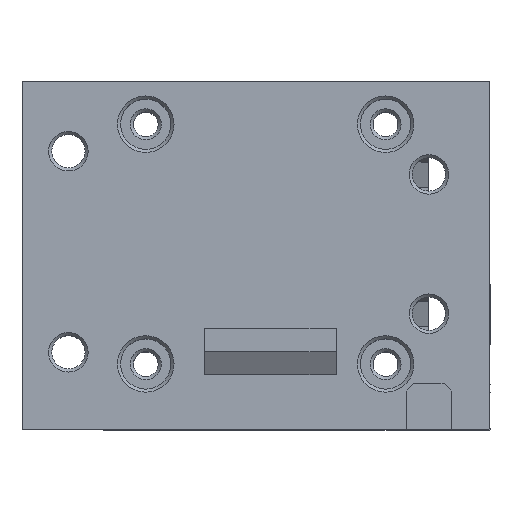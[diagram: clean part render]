
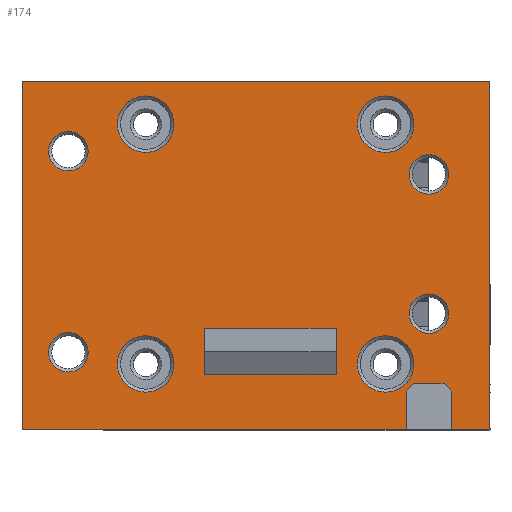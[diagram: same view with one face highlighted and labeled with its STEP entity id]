
A CAD part, top view. The second image highlights one B-rep face of the part: STEP entity #174.
In plain terms, the highlighted planar face has unit normal (0, 0, 1).
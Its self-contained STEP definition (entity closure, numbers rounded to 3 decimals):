
#174=ADVANCED_FACE('',(#1643,#1645,#1647,#1649,#1651,#1653,#1655,#1657,#1659,#1661),
#1663,.F.);
#1643=FACE_BOUND('',#1644,.T.);
#1644=EDGE_LOOP('',(#2953,#2954,#2955,#2956,#2957,#2958,#2959,#2960,#2961,#2962));
#1645=FACE_BOUND('',#1646,.T.);
#1646=EDGE_LOOP('',(#2963));
#1647=FACE_BOUND('',#1648,.T.);
#1648=EDGE_LOOP('',(#2964));
#1649=FACE_BOUND('',#1650,.T.);
#1650=EDGE_LOOP('',(#2965));
#1651=FACE_BOUND('',#1652,.T.);
#1652=EDGE_LOOP('',(#2966));
#1653=FACE_BOUND('',#1654,.T.);
#1654=EDGE_LOOP('',(#2967,#2968));
#1655=FACE_BOUND('',#1656,.T.);
#1656=EDGE_LOOP('',(#2969,#2970));
#1657=FACE_BOUND('',#1658,.T.);
#1658=EDGE_LOOP('',(#2971,#2972));
#1659=FACE_BOUND('',#1660,.T.);
#1660=EDGE_LOOP('',(#2973,#2974));
#1661=FACE_BOUND('',#1662,.T.);
#1662=EDGE_LOOP('',(#2975,#2976,#2977,#2978));
#1663=PLANE('',#1664);
#1664=AXIS2_PLACEMENT_3D('',#1665,#1666,#1667);
#1665=CARTESIAN_POINT('',(566.101,-225.001,-235.));
#1666=DIRECTION('',(0.,0.,-1.));
#1667=DIRECTION('',(0.,1.,0.));
#2953=ORIENTED_EDGE('',*,*,#3788,.F.);
#2954=ORIENTED_EDGE('',*,*,#3789,.T.);
#2955=ORIENTED_EDGE('',*,*,#3790,.T.);
#2956=ORIENTED_EDGE('',*,*,#3791,.T.);
#2957=ORIENTED_EDGE('',*,*,#3739,.F.);
#2958=ORIENTED_EDGE('',*,*,#3778,.T.);
#2959=ORIENTED_EDGE('',*,*,#3792,.T.);
#2960=ORIENTED_EDGE('',*,*,#3793,.T.);
#2961=ORIENTED_EDGE('',*,*,#3794,.F.);
#2962=ORIENTED_EDGE('',*,*,#3795,.T.);
#2963=ORIENTED_EDGE('',*,*,#3796,.T.);
#2964=ORIENTED_EDGE('',*,*,#3797,.T.);
#2965=ORIENTED_EDGE('',*,*,#3798,.T.);
#2966=ORIENTED_EDGE('',*,*,#3799,.T.);
#2967=ORIENTED_EDGE('',*,*,#3800,.T.);
#2968=ORIENTED_EDGE('',*,*,#3801,.T.);
#2969=ORIENTED_EDGE('',*,*,#3802,.T.);
#2970=ORIENTED_EDGE('',*,*,#3803,.T.);
#2971=ORIENTED_EDGE('',*,*,#3804,.T.);
#2972=ORIENTED_EDGE('',*,*,#3805,.T.);
#2973=ORIENTED_EDGE('',*,*,#3806,.T.);
#2974=ORIENTED_EDGE('',*,*,#3807,.T.);
#2975=ORIENTED_EDGE('',*,*,#3808,.T.);
#2976=ORIENTED_EDGE('',*,*,#3809,.T.);
#2977=ORIENTED_EDGE('',*,*,#3810,.F.);
#2978=ORIENTED_EDGE('',*,*,#3811,.F.);
#3739=EDGE_CURVE('',#4185,#4187,#4188,.T.);
#3778=EDGE_CURVE('',#4185,#4260,#4262,.T.);
#3788=EDGE_CURVE('',#4276,#4277,#4278,.T.);
#3789=EDGE_CURVE('',#4276,#4279,#4280,.T.);
#3790=EDGE_CURVE('',#4279,#4281,#4282,.T.);
#3791=EDGE_CURVE('',#4281,#4187,#4283,.T.);
#3792=EDGE_CURVE('',#4260,#4284,#4285,.T.);
#3793=EDGE_CURVE('',#4284,#4286,#4287,.T.);
#3794=EDGE_CURVE('',#4288,#4286,#4289,.T.);
#3795=EDGE_CURVE('',#4288,#4277,#4290,.T.);
#3796=EDGE_CURVE('',#4291,#4291,#4292,.T.);
#3797=EDGE_CURVE('',#4293,#4293,#4294,.T.);
#3798=EDGE_CURVE('',#4295,#4295,#4296,.T.);
#3799=EDGE_CURVE('',#4297,#4297,#4298,.T.);
#3800=EDGE_CURVE('',#4299,#4300,#4301,.T.);
#3801=EDGE_CURVE('',#4300,#4299,#4302,.T.);
#3802=EDGE_CURVE('',#4303,#4304,#4305,.T.);
#3803=EDGE_CURVE('',#4304,#4303,#4306,.T.);
#3804=EDGE_CURVE('',#4307,#4308,#4309,.T.);
#3805=EDGE_CURVE('',#4308,#4307,#4310,.T.);
#3806=EDGE_CURVE('',#4311,#4312,#4313,.T.);
#3807=EDGE_CURVE('',#4312,#4311,#4314,.T.);
#3808=EDGE_CURVE('',#4315,#4316,#4317,.T.);
#3809=EDGE_CURVE('',#4316,#4318,#4319,.T.);
#3810=EDGE_CURVE('',#4320,#4318,#4321,.T.);
#3811=EDGE_CURVE('',#4315,#4320,#4322,.T.);
#4185=VERTEX_POINT('',#4971);
#4187=VERTEX_POINT('',#4975);
#4188=LINE('',#4976,#4977);
#4260=VERTEX_POINT('',#5128);
#4262=LINE('',#5132,#5133);
#4276=VERTEX_POINT('',#5168);
#4277=VERTEX_POINT('',#5169);
#4278=LINE('',#5170,#5171);
#4279=VERTEX_POINT('',#5173);
#4280=LINE('',#5174,#5175);
#4281=VERTEX_POINT('',#5177);
#4282=LINE('',#5178,#5179);
#4283=LINE('',#5181,#5182);
#4284=VERTEX_POINT('',#5184);
#4285=LINE('',#5185,#5186);
#4286=VERTEX_POINT('',#5188);
#4287=LINE('',#5189,#5190);
#4288=VERTEX_POINT('',#5192);
#4289=LINE('',#5193,#5194);
#4290=LINE('',#5196,#5197);
#4291=VERTEX_POINT('',#5199);
#4292=CIRCLE('',#5200,3.65);
#4293=VERTEX_POINT('',#5204);
#4294=CIRCLE('',#5205,3.65);
#4295=VERTEX_POINT('',#5209);
#4296=CIRCLE('',#5210,3.65);
#4297=VERTEX_POINT('',#5214);
#4298=CIRCLE('',#5215,3.65);
#4299=VERTEX_POINT('',#5219);
#4300=VERTEX_POINT('',#5220);
#4301=CIRCLE('',#5221,2.55);
#4302=CIRCLE('',#5225,2.55);
#4303=VERTEX_POINT('',#5229);
#4304=VERTEX_POINT('',#5230);
#4305=CIRCLE('',#5231,2.55);
#4306=CIRCLE('',#5235,2.55);
#4307=VERTEX_POINT('',#5239);
#4308=VERTEX_POINT('',#5240);
#4309=CIRCLE('',#5241,2.55);
#4310=CIRCLE('',#5245,2.55);
#4311=VERTEX_POINT('',#5249);
#4312=VERTEX_POINT('',#5250);
#4313=CIRCLE('',#5251,2.55);
#4314=CIRCLE('',#5255,2.55);
#4315=VERTEX_POINT('',#5259);
#4316=VERTEX_POINT('',#5260);
#4317=LINE('',#5261,#5262);
#4318=VERTEX_POINT('',#5264);
#4319=LINE('',#5265,#5266);
#4320=VERTEX_POINT('',#5268);
#4321=LINE('',#5269,#5270);
#4322=LINE('',#5272,#5273);
#4971=CARTESIAN_POINT('',(577.895,198.,-235.));
#4975=CARTESIAN_POINT('',(577.895,153.,-235.));
#4976=CARTESIAN_POINT('',(577.895,198.,-235.));
#4977=VECTOR('',#4978,1.);
#4978=DIRECTION('',(0.,-1.,0.));
#5128=CARTESIAN_POINT('',(517.395,198.,-235.));
#5132=CARTESIAN_POINT('',(577.895,198.,-235.));
#5133=VECTOR('',#5134,1.);
#5134=DIRECTION('',(-1.,0.,0.));
#5168=CARTESIAN_POINT('',(571.95,159.,-235.));
#5169=CARTESIAN_POINT('',(568.05,159.,-235.));
#5170=CARTESIAN_POINT('',(571.95,159.,-235.));
#5171=VECTOR('',#5172,1.);
#5172=DIRECTION('',(-1.,0.,0.));
#5173=CARTESIAN_POINT('',(572.95,158.,-235.));
#5174=CARTESIAN_POINT('',(571.95,159.,-235.));
#5175=VECTOR('',#5176,1.);
#5176=DIRECTION('',(0.707,-0.707,0.));
#5177=CARTESIAN_POINT('',(572.95,153.,-235.));
#5178=CARTESIAN_POINT('',(572.95,158.,-235.));
#5179=VECTOR('',#5180,1.);
#5180=DIRECTION('',(0.,-1.,0.));
#5181=CARTESIAN_POINT('',(572.95,153.,-235.));
#5182=VECTOR('',#5183,1.);
#5183=DIRECTION('',(1.,0.,0.));
#5184=CARTESIAN_POINT('',(517.395,153.,-235.));
#5185=CARTESIAN_POINT('',(517.395,198.,-235.));
#5186=VECTOR('',#5187,1.);
#5187=DIRECTION('',(0.,-1.,0.));
#5188=CARTESIAN_POINT('',(567.05,153.,-235.));
#5189=CARTESIAN_POINT('',(517.395,153.,-235.));
#5190=VECTOR('',#5191,1.);
#5191=DIRECTION('',(1.,0.,0.));
#5192=CARTESIAN_POINT('',(567.05,158.,-235.));
#5193=CARTESIAN_POINT('',(567.05,158.,-235.));
#5194=VECTOR('',#5195,1.);
#5195=DIRECTION('',(0.,-1.,0.));
#5196=CARTESIAN_POINT('',(567.05,158.,-235.));
#5197=VECTOR('',#5198,1.);
#5198=DIRECTION('',(0.707,0.707,0.));
#5199=CARTESIAN_POINT('',(560.745,161.5,-235.));
#5200=AXIS2_PLACEMENT_3D('',#5201,#5202,#5203);
#5201=CARTESIAN_POINT('',(564.395,161.5,-235.));
#5202=DIRECTION('',(0.,0.,-1.));
#5203=DIRECTION('',(-1.,0.,0.));
#5204=CARTESIAN_POINT('',(529.745,161.5,-235.));
#5205=AXIS2_PLACEMENT_3D('',#5206,#5207,#5208);
#5206=CARTESIAN_POINT('',(533.395,161.5,-235.));
#5207=DIRECTION('',(0.,0.,-1.));
#5208=DIRECTION('',(-1.,0.,0.));
#5209=CARTESIAN_POINT('',(529.745,192.5,-235.));
#5210=AXIS2_PLACEMENT_3D('',#5211,#5212,#5213);
#5211=CARTESIAN_POINT('',(533.395,192.5,-235.));
#5212=DIRECTION('',(0.,0.,-1.));
#5213=DIRECTION('',(-1.,0.,0.));
#5214=CARTESIAN_POINT('',(560.745,192.5,-235.));
#5215=AXIS2_PLACEMENT_3D('',#5216,#5217,#5218);
#5216=CARTESIAN_POINT('',(564.395,192.5,-235.));
#5217=DIRECTION('',(0.,0.,-1.));
#5218=DIRECTION('',(-1.,0.,0.));
#5219=CARTESIAN_POINT('',(520.845,163.,-235.));
#5220=CARTESIAN_POINT('',(523.395,165.55,-235.));
#5221=AXIS2_PLACEMENT_3D('',#5222,#5223,#5224);
#5222=CARTESIAN_POINT('',(523.395,163.,-235.));
#5223=DIRECTION('',(0.,0.,-1.));
#5224=DIRECTION('',(-1.,0.,0.));
#5225=AXIS2_PLACEMENT_3D('',#5226,#5227,#5228);
#5226=CARTESIAN_POINT('',(523.395,163.,-235.));
#5227=DIRECTION('',(0.,0.,-1.));
#5228=DIRECTION('',(0.,1.,0.));
#5229=CARTESIAN_POINT('',(520.845,189.,-235.));
#5230=CARTESIAN_POINT('',(523.395,186.45,-235.));
#5231=AXIS2_PLACEMENT_3D('',#5232,#5233,#5234);
#5232=CARTESIAN_POINT('',(523.395,189.,-235.));
#5233=DIRECTION('',(0.,0.,-1.));
#5234=DIRECTION('',(-1.,0.,0.));
#5235=AXIS2_PLACEMENT_3D('',#5236,#5237,#5238);
#5236=CARTESIAN_POINT('',(523.395,189.,-235.));
#5237=DIRECTION('',(0.,0.,-1.));
#5238=DIRECTION('',(0.,-1.,0.));
#5239=CARTESIAN_POINT('',(567.45,168.,-235.));
#5240=CARTESIAN_POINT('',(570.,165.45,-235.));
#5241=AXIS2_PLACEMENT_3D('',#5242,#5243,#5244);
#5242=CARTESIAN_POINT('',(570.,168.,-235.));
#5243=DIRECTION('',(0.,0.,-1.));
#5244=DIRECTION('',(-1.,0.,0.));
#5245=AXIS2_PLACEMENT_3D('',#5246,#5247,#5248);
#5246=CARTESIAN_POINT('',(570.,168.,-235.));
#5247=DIRECTION('',(0.,0.,-1.));
#5248=DIRECTION('',(0.,-1.,0.));
#5249=CARTESIAN_POINT('',(567.45,186.,-235.));
#5250=CARTESIAN_POINT('',(570.,188.55,-235.));
#5251=AXIS2_PLACEMENT_3D('',#5252,#5253,#5254);
#5252=CARTESIAN_POINT('',(570.,186.,-235.));
#5253=DIRECTION('',(0.,0.,-1.));
#5254=DIRECTION('',(-1.,0.,0.));
#5255=AXIS2_PLACEMENT_3D('',#5256,#5257,#5258);
#5256=CARTESIAN_POINT('',(570.,186.,-235.));
#5257=DIRECTION('',(0.,0.,-1.));
#5258=DIRECTION('',(0.,1.,0.));
#5259=CARTESIAN_POINT('',(558.,166.1,-235.));
#5260=CARTESIAN_POINT('',(558.,160.1,-235.));
#5261=CARTESIAN_POINT('',(558.,166.1,-235.));
#5262=VECTOR('',#5263,1.);
#5263=DIRECTION('',(0.,-1.,0.));
#5264=CARTESIAN_POINT('',(541.,160.1,-235.));
#5265=CARTESIAN_POINT('',(558.,160.1,-235.));
#5266=VECTOR('',#5267,1.);
#5267=DIRECTION('',(-1.,0.,0.));
#5268=CARTESIAN_POINT('',(541.,166.1,-235.));
#5269=CARTESIAN_POINT('',(541.,166.1,-235.));
#5270=VECTOR('',#5271,1.);
#5271=DIRECTION('',(0.,-1.,0.));
#5272=CARTESIAN_POINT('',(558.,166.1,-235.));
#5273=VECTOR('',#5274,1.);
#5274=DIRECTION('',(-1.,0.,0.));
